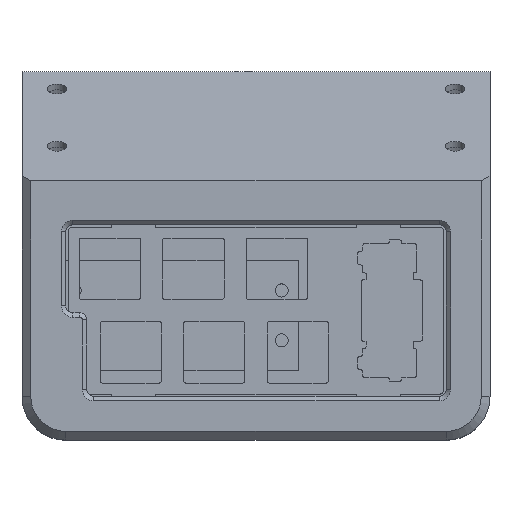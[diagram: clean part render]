
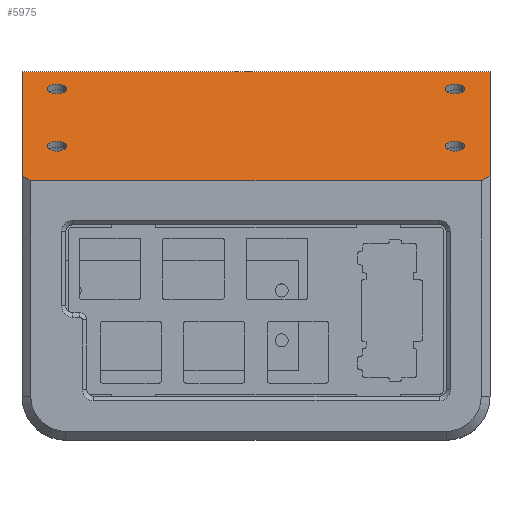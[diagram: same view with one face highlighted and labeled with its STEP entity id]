
A CAD part, top view. The second image highlights one B-rep face of the part: STEP entity #5975.
In plain terms, the highlighted planar face has unit normal (0, 0.866, 0.5).
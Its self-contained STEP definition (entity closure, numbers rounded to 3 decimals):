
#71=FACE_BOUND('',#847,.T.);
#72=FACE_BOUND('',#848,.T.);
#73=FACE_BOUND('',#849,.T.);
#74=FACE_BOUND('',#850,.T.);
#207=PLANE('',#6505);
#488=FACE_OUTER_BOUND('',#846,.T.);
#846=EDGE_LOOP('',(#5061,#5062,#5063,#5064,#5065,#5066));
#847=EDGE_LOOP('',(#5067));
#848=EDGE_LOOP('',(#5068));
#849=EDGE_LOOP('',(#5069));
#850=EDGE_LOOP('',(#5070));
#1360=LINE('',#9532,#1970);
#1372=LINE('',#9578,#1982);
#1380=LINE('',#9598,#1990);
#1387=LINE('',#9616,#1997);
#1414=LINE('',#9705,#2024);
#1415=LINE('',#9706,#2025);
#1970=VECTOR('',#7727,10.);
#1982=VECTOR('',#7773,10.);
#1990=VECTOR('',#7795,10.);
#1997=VECTOR('',#7814,10.);
#2024=VECTOR('',#7905,10.);
#2025=VECTOR('',#7906,10.);
#2371=CIRCLE('',#6445,2.25);
#2372=CIRCLE('',#6447,2.25);
#2373=CIRCLE('',#6449,2.25);
#2374=CIRCLE('',#6451,2.25);
#2818=VERTEX_POINT('',#9522);
#2822=VERTEX_POINT('',#9530);
#2823=VERTEX_POINT('',#9534);
#2824=VERTEX_POINT('',#9538);
#2825=VERTEX_POINT('',#9542);
#2826=VERTEX_POINT('',#9546);
#2838=VERTEX_POINT('',#9575);
#2839=VERTEX_POINT('',#9577);
#2844=VERTEX_POINT('',#9597);
#2849=VERTEX_POINT('',#9615);
#3561=EDGE_CURVE('',#2822,#2818,#1360,.T.);
#3563=EDGE_CURVE('',#2823,#2823,#2371,.T.);
#3565=EDGE_CURVE('',#2824,#2824,#2372,.T.);
#3567=EDGE_CURVE('',#2825,#2825,#2373,.T.);
#3569=EDGE_CURVE('',#2826,#2826,#2374,.T.);
#3583=EDGE_CURVE('',#2839,#2838,#1372,.T.);
#3593=EDGE_CURVE('',#2818,#2844,#1380,.T.);
#3602=EDGE_CURVE('',#2849,#2822,#1387,.T.);
#3648=EDGE_CURVE('',#2849,#2839,#1414,.T.);
#3649=EDGE_CURVE('',#2844,#2838,#1415,.T.);
#5061=ORIENTED_EDGE('',*,*,#3593,.F.);
#5062=ORIENTED_EDGE('',*,*,#3561,.F.);
#5063=ORIENTED_EDGE('',*,*,#3602,.F.);
#5064=ORIENTED_EDGE('',*,*,#3648,.T.);
#5065=ORIENTED_EDGE('',*,*,#3583,.T.);
#5066=ORIENTED_EDGE('',*,*,#3649,.F.);
#5067=ORIENTED_EDGE('',*,*,#3563,.T.);
#5068=ORIENTED_EDGE('',*,*,#3565,.T.);
#5069=ORIENTED_EDGE('',*,*,#3567,.T.);
#5070=ORIENTED_EDGE('',*,*,#3569,.T.);
#5975=ADVANCED_FACE('',(#488,#71,#72,#73,#74),#207,.T.);
#6445=AXIS2_PLACEMENT_3D('',#9536,#7731,#7732);
#6447=AXIS2_PLACEMENT_3D('',#9540,#7736,#7737);
#6449=AXIS2_PLACEMENT_3D('',#9544,#7741,#7742);
#6451=AXIS2_PLACEMENT_3D('',#9548,#7746,#7747);
#6505=AXIS2_PLACEMENT_3D('',#9704,#7903,#7904);
#7727=DIRECTION('',(-1.,0.,0.));
#7731=DIRECTION('center_axis',(0.,-0.866,-0.5));
#7732=DIRECTION('ref_axis',(1.,0.,0.));
#7736=DIRECTION('center_axis',(0.,-0.866,-0.5));
#7737=DIRECTION('ref_axis',(1.,0.,0.));
#7741=DIRECTION('center_axis',(0.,-0.866,-0.5));
#7742=DIRECTION('ref_axis',(1.,0.,0.));
#7746=DIRECTION('center_axis',(0.,-0.866,-0.5));
#7747=DIRECTION('ref_axis',(1.,0.,0.));
#7773=DIRECTION('',(-1.,0.,0.));
#7795=DIRECTION('',(-0.655,0.378,-0.655));
#7814=DIRECTION('',(-0.655,-0.378,0.655));
#7903=DIRECTION('center_axis',(0.,0.866,0.5));
#7904=DIRECTION('ref_axis',(0.,0.5,-0.866));
#7905=DIRECTION('',(0.,0.5,-0.866));
#7906=DIRECTION('',(0.,0.5,-0.866));
#9522=CARTESIAN_POINT('',(-8.525,10.525,9.3));
#9530=CARTESIAN_POINT('',(94.25,10.525,9.3));
#9532=CARTESIAN_POINT('',(-10.525,10.525,9.3));
#9534=CARTESIAN_POINT('',(-4.775,31.525,-27.073));
#9536=CARTESIAN_POINT('Origin',(-2.525,31.525,-27.073));
#9538=CARTESIAN_POINT('',(86.,31.525,-27.073));
#9540=CARTESIAN_POINT('Origin',(88.25,31.525,-27.073));
#9542=CARTESIAN_POINT('',(-4.775,18.451,-4.428));
#9544=CARTESIAN_POINT('Origin',(-2.525,18.451,-4.428));
#9546=CARTESIAN_POINT('',(86.,18.451,-4.428));
#9548=CARTESIAN_POINT('Origin',(88.25,18.451,-4.428));
#9575=CARTESIAN_POINT('',(-10.525,35.525,-34.001));
#9577=CARTESIAN_POINT('',(96.25,35.525,-34.001));
#9578=CARTESIAN_POINT('',(96.25,35.525,-34.001));
#9597=CARTESIAN_POINT('',(-10.525,11.68,7.3));
#9598=CARTESIAN_POINT('',(15.328,-3.246,33.153));
#9615=CARTESIAN_POINT('',(96.25,11.68,7.3));
#9616=CARTESIAN_POINT('',(89.619,7.851,13.931));
#9704=CARTESIAN_POINT('Origin',(96.25,10.525,9.3));
#9705=CARTESIAN_POINT('',(96.25,10.525,9.3));
#9706=CARTESIAN_POINT('',(-10.525,10.525,9.3));
